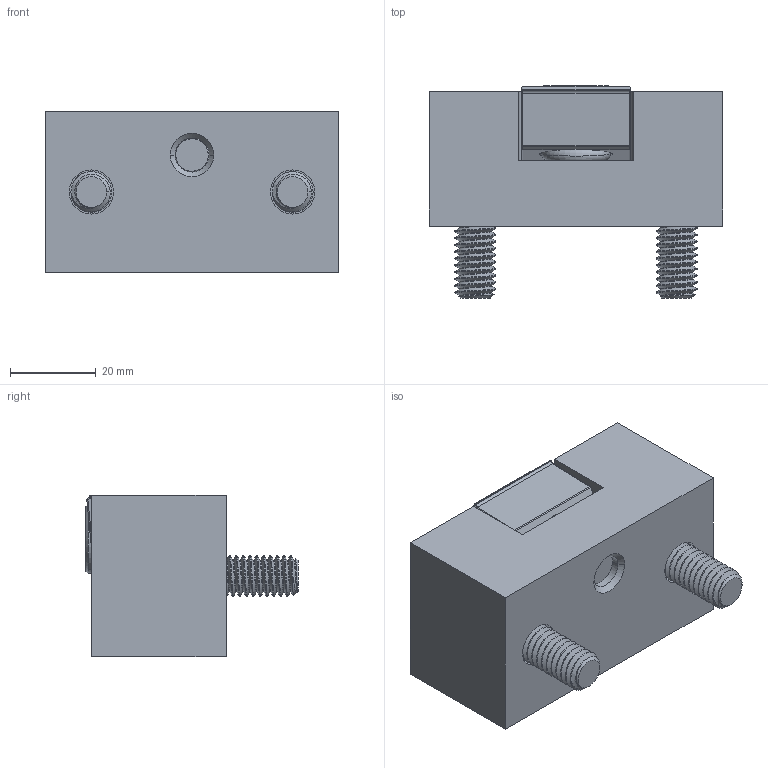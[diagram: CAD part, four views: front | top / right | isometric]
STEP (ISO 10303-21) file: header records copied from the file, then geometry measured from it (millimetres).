
FILE_DESCRIPTION (( 'STEP AP203' ), '1' );
FILE_NAME ('26230.STEP', '2021-01-19T15:56:38', ( '' ), ( '' ), 'SwSTEP 2.0', 'SolidWorks 2018', '' );
FILE_SCHEMA (( 'CONFIG_CONTROL_DESIGN' ));
Length unit declared in the file: inch
Products named in the file (6): 262301_262301; 3816112 SHCS_3816112 SHCS; 26230; 204 O-RING_204 O-RING; 260701_260701; M1020MM SHCS_M1020M SHCS
Assembly tree (6 placements, depth 2):
  26230
    260701_260701
    204 O-RING_204 O-RING
    M1020MM SHCS_M1020M SHCS
    262301_262301
    3816112 SHCS_3816112 SHCS  x2
Bounding box: 68.58 x 49.5 x 37.59 mm (x, y, z)
Volume: 76033.9 mm3; surface area: 25706 mm2
Topology: 6 solids, 6 shells, 453 faces, 1192 edges, 752 vertices
Faces by surface type: cylinder 298, plane 57, cone 46, bspline 30, torus 16, sphere 6
Entity records: 15965 total; most frequent: CARTESIAN_POINT 8383, ORIENTED_EDGE 1686, DIRECTION 1252, EDGE_CURVE 843, VERTEX_POINT 527, AXIS2_PLACEMENT_3D 480, EDGE_LOOP 342, FACE_OUTER_BOUND 329
